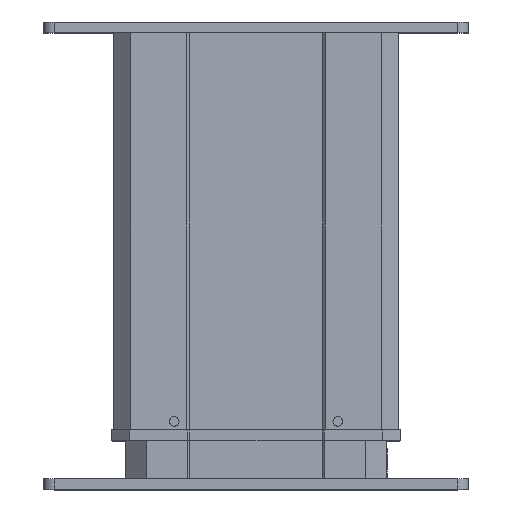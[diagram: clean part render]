
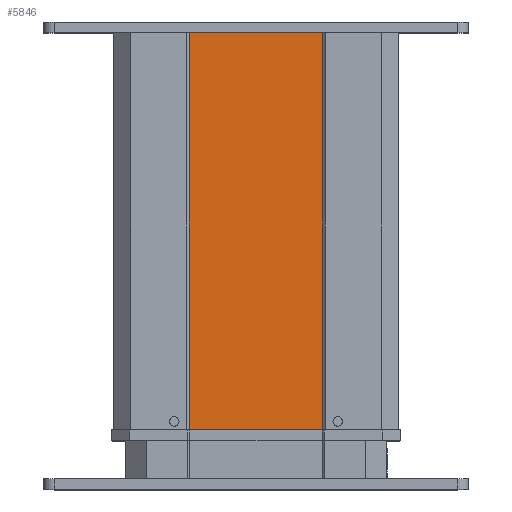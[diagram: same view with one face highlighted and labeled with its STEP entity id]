
A CAD part, top view. The second image highlights one B-rep face of the part: STEP entity #5846.
In plain terms, the highlighted planar face has unit normal (0, 0, 1).
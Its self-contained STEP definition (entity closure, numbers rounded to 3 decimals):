
#61 = ORIENTED_EDGE ( 'NONE', *, *, #1533, .F. ) ;
#144 = CARTESIAN_POINT ( 'NONE',  ( -31.5, 0., 66. ) ) ;
#187 = CARTESIAN_POINT ( 'NONE',  ( 31.5, 0., 66. ) ) ;
#579 = VECTOR ( 'NONE', #9815, 1000. ) ;
#760 = EDGE_CURVE ( 'NONE', #4702, #3623, #7316, .T. ) ;
#1128 = VERTEX_POINT ( 'NONE', #5033 ) ;
#1197 = CARTESIAN_POINT ( 'NONE',  ( -31.5, 389.505, 66. ) ) ;
#1213 = DIRECTION ( 'NONE',  ( 0., -1., 0. ) ) ;
#1382 = ORIENTED_EDGE ( 'NONE', *, *, #760, .T. ) ;
#1533 = EDGE_CURVE ( 'NONE', #3023, #3623, #2192, .T. ) ;
#2192 = LINE ( 'NONE', #8297, #11255 ) ;
#2371 = VECTOR ( 'NONE', #9117, 1000. ) ;
#2460 = PLANE ( 'NONE',  #3843 ) ;
#2961 = ORIENTED_EDGE ( 'NONE', *, *, #7756, .F. ) ;
#3023 = VERTEX_POINT ( 'NONE', #7298 ) ;
#3353 = DIRECTION ( 'NONE',  ( 0., 0., -1. ) ) ;
#3623 = VERTEX_POINT ( 'NONE', #187 ) ;
#3843 = AXIS2_PLACEMENT_3D ( 'NONE', #7762, #3353, #9512 ) ;
#3911 = VECTOR ( 'NONE', #10427, 1000. ) ;
#4279 = CARTESIAN_POINT ( 'NONE',  ( -31.5, 190., 66. ) ) ;
#4452 = LINE ( 'NONE', #4279, #3911 ) ;
#4702 = VERTEX_POINT ( 'NONE', #10880 ) ;
#5033 = CARTESIAN_POINT ( 'NONE',  ( -31.5, 190., 66. ) ) ;
#5846 = ADVANCED_FACE ( 'NONE', ( #6293 ), #2460, .F. ) ;
#6293 = FACE_OUTER_BOUND ( 'NONE', #10894, .T. ) ;
#7298 = CARTESIAN_POINT ( 'NONE',  ( 31.5, 190., 66. ) ) ;
#7316 = LINE ( 'NONE', #144, #579 ) ;
#7756 = EDGE_CURVE ( 'NONE', #1128, #3023, #4452, .T. ) ;
#7762 = CARTESIAN_POINT ( 'NONE',  ( -31.5, 389.505, 66. ) ) ;
#8297 = CARTESIAN_POINT ( 'NONE',  ( 31.5, 389.505, 66. ) ) ;
#9117 = DIRECTION ( 'NONE',  ( 0., -1., 0. ) ) ;
#9402 = LINE ( 'NONE', #1197, #2371 ) ;
#9512 = DIRECTION ( 'NONE',  ( -1., 0., 0. ) ) ;
#9656 = EDGE_CURVE ( 'NONE', #1128, #4702, #9402, .T. ) ;
#9815 = DIRECTION ( 'NONE',  ( 1., 0., 0. ) ) ;
#9942 = ORIENTED_EDGE ( 'NONE', *, *, #9656, .T. ) ;
#10427 = DIRECTION ( 'NONE',  ( 1., 0., 0. ) ) ;
#10880 = CARTESIAN_POINT ( 'NONE',  ( -31.5, 0., 66. ) ) ;
#10894 = EDGE_LOOP ( 'NONE', ( #2961, #9942, #1382, #61 ) ) ;
#11255 = VECTOR ( 'NONE', #1213, 1000. ) ;
